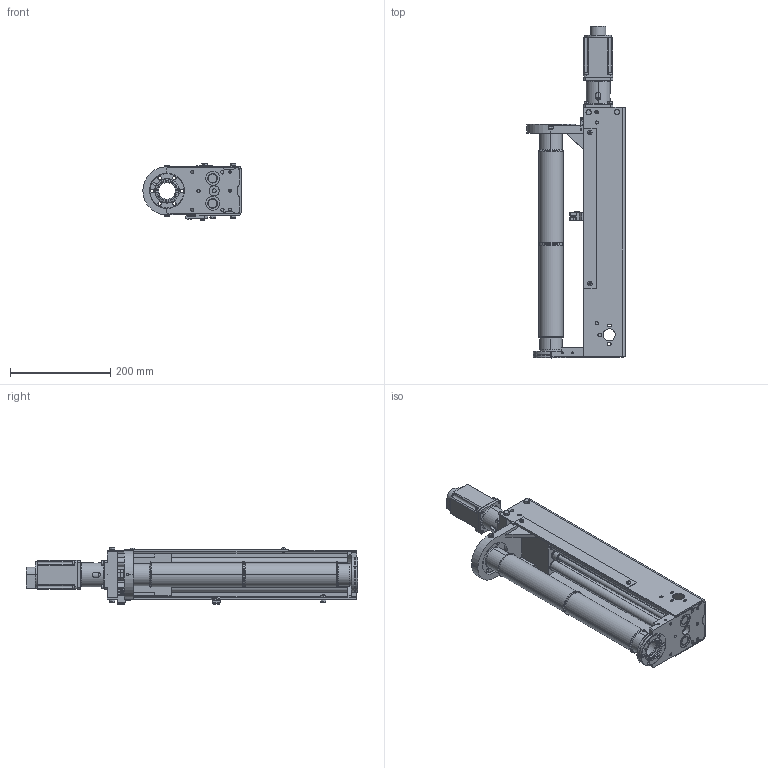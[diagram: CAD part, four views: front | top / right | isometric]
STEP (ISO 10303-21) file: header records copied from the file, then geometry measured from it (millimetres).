
FILE_DESCRIPTION((''),'2;1');
FILE_NAME('PRT0001','2017-04-11T',('keith.feeley'),(''),'CREO PARAMETRIC BY PTC INC, 2015380','CREO PARAMETRIC BY PTC INC, 2015380','');
FILE_SCHEMA(('AUTOMOTIVE_DESIGN { 1 0 10303 214 1 1 1 1 }'));
Products named in the file (1): PRT0001
Bounding box: 195.7 x 661.3 x 113.1 mm (x, y, z)
Volume: 2030677.7 mm3; surface area: 705302.2 mm2
Topology: 9 solids, 101 shells, 2198 faces, 5424 edges, 3399 vertices
Faces by surface type: plane 951, cylinder 813, cone 310, torus 120, bspline 4
Entity records: 71397 total; most frequent: CARTESIAN_POINT 16497, DIRECTION 11733, ORIENTED_EDGE 10420, EDGE_CURVE 5364, AXIS2_PLACEMENT_3D 4638, VERTEX_POINT 3399, EDGE_LOOP 2559, VECTOR 2457
